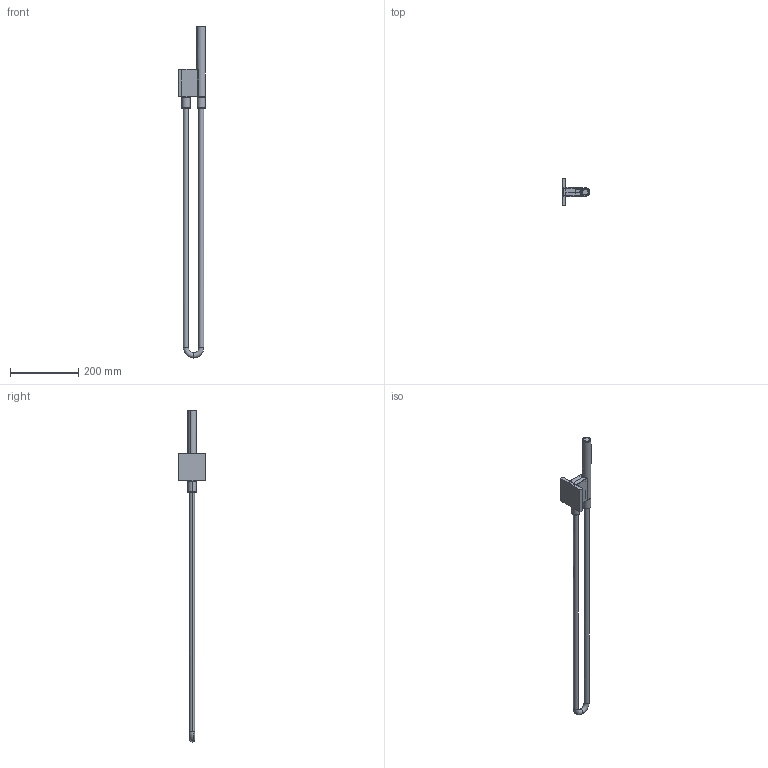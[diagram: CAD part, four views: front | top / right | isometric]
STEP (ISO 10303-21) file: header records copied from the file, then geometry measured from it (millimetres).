
FILE_DESCRIPTION(/* description */ ('AP214 STEP file'),/* implementation_level */ '2;1');
FILE_NAME(/* name */ '1050060000_out.stp',/* time_stamp */ '2025-03-05T14:12:03+01:00',/* author */ (''),/* organization */ (''),/* preprocessor_version */ 'ST-DEVELOPER v18.1',/* originating_system */ 'Elysium Co. Ltd. STEP Translator v8.3.0.0',/* authorisation */ '');
FILE_SCHEMA (('AUTOMOTIVE_DESIGN { 1 0 10303 214 3 1 1 }'));
Length unit declared in the file: millimetre
Products named in the file (1): 1050060000_extract
Bounding box: 80.6 x 80 x 969.67 mm (x, y, z)
Volume: 481402.8 mm3; surface area: 132901.5 mm2
Topology: 1 solids, 1 shells, 647 faces, 1609 edges, 996 vertices
Faces by surface type: bspline 249, cylinder 134, plane 130, torus 86, sphere 44, cone 2, extrusion 2
Entity records: 38054 total; most frequent: CARTESIAN_POINT 20726, ORIENTED_EDGE 3218, EDGE_CURVE 1609, STYLED_ITEM 1294, VERTEX_POINT 996, B_SPLINE_CURVE_WITH_KNOTS 887, AXIS2_PLACEMENT_3D 738, EDGE_LOOP 698
